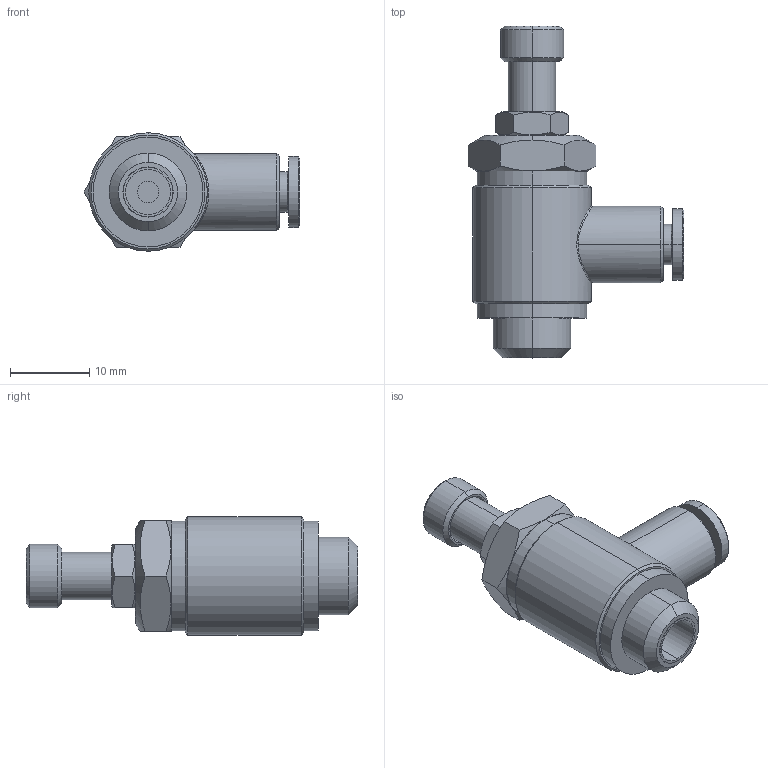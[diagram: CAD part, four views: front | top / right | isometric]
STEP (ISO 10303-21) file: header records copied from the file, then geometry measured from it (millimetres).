
FILE_DESCRIPTION (( 'STEP AP203' ), '1' );
FILE_NAME ('04270V11.STEP', '2010-05-07T07:39:57', ( '' ), ( 'sopra-pneumatic' ), 'SwSTEP 2.0', 'SolidWorks 2009', '' );
FILE_SCHEMA (( 'CONFIG_CONTROL_DESIGN' ));
Length unit declared in the file: millimetre
Products named in the file (1): 04270V11
Bounding box: 27.28 x 42 x 15 mm (x, y, z)
Volume: 5335 mm3; surface area: 2639.3 mm2
Topology: 1 solids, 1 shells, 88 faces, 190 edges, 118 vertices
Faces by surface type: cone 34, plane 28, cylinder 24, bspline 2
Entity records: 3577 total; most frequent: CARTESIAN_POINT 1597, DIRECTION 406, ORIENTED_EDGE 380, EDGE_CURVE 190, AXIS2_PLACEMENT_3D 171, VERTEX_POINT 118, EDGE_LOOP 102, FACE_OUTER_BOUND 88
